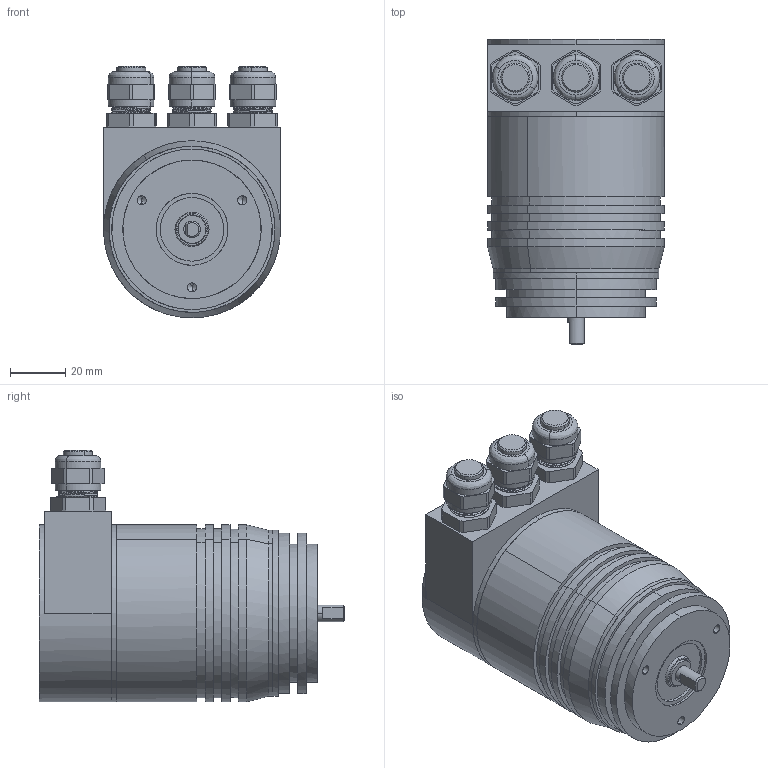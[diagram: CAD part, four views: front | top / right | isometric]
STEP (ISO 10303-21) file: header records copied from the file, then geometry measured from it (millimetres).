
FILE_DESCRIPTION (( 'STEP AP214' ), '1' );
FILE_NAME ('PAMM58B6-BF6XXR-4096-8192.STEP', '2024-03-15T07:20:36', ( '' ), ( '' ), 'SwSTEP 2.0', 'SolidWorks 2023', '' );
FILE_SCHEMA (( 'AUTOMOTIVE_DESIGN' ));
Length unit declared in the file: millimetre
Products named in the file (1): PAMM58B6-BF6XXR-4096-8192
Bounding box: 64 x 110.5 x 91 mm (x, y, z)
Surface area: 88635.6 mm2 (no closed solid volume)
Topology: 0 solids, 20 shells, 695 faces, 2148 edges, 1333 vertices
Faces by surface type: cylinder 285, plane 169, torus 118, sphere 64, cone 47, bspline 12
Full cylindrical faces by diameter (mm): 14.654 x3
Entity records: 51232 total; most frequent: CARTESIAN_POINT 29464, ORIENTED_EDGE 3963, EDGE_CURVE 2001, B_SPLINE_CURVE_WITH_KNOTS 1959, DIRECTION 1380, VERTEX_POINT 1333, EDGE_LOOP 810, FACE_OUTER_BOUND 698
